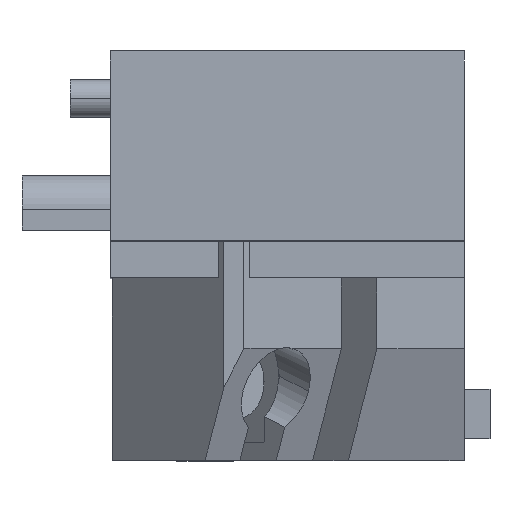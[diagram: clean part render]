
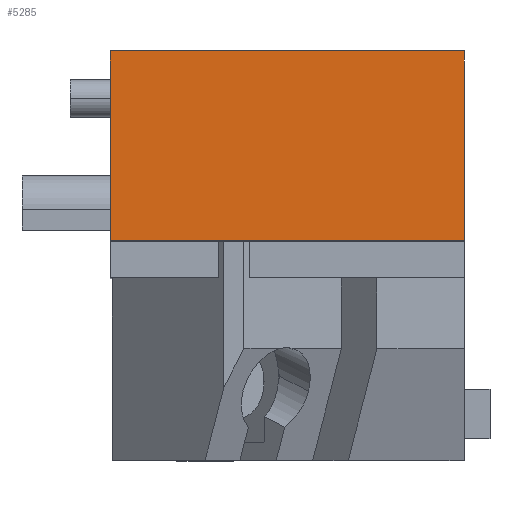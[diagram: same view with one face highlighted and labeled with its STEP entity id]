
A CAD part, top view. The second image highlights one B-rep face of the part: STEP entity #5285.
In plain terms, the highlighted planar face has unit normal (0, 0, 1).
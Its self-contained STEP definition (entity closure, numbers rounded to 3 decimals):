
#4802=CARTESIAN_POINT('POINT7205',(24.638,-9.931,20.193)
   );
#4803=VERTEX_POINT('VERTEX7205',#4802);
#4810=CARTESIAN_POINT('POINT7206',(0.,-9.931,20.193));
#4811=VERTEX_POINT('VERTEX7206',#4810);
#4812=CARTESIAN_POINT('POS12682',(12.319,-9.931,20.193))
   ;
#4813=DIRECTION('DIR17534',(1.,0.,0.));
#4814=VECTOR('VEC7830',#4813,25.4);
#4815=LINE('STRAIGHT7830',#4812,#4814);
#4816=EDGE_CURVE('EDGE11017',#4811,#4803,#4815,.T.);
#5233=CARTESIAN_POINT('POINT7228',(24.638,3.302,20.193));
#5234=VERTEX_POINT('VERTEX7228',#5233);
#5241=CARTESIAN_POINT('POS12728',(24.638,-4.966,20.193))
   ;
#5242=DIRECTION('DIR17600',(0.,1.,0.));
#5243=VECTOR('VEC7856',#5242,25.4);
#5244=LINE('STRAIGHT7856',#5241,#5243);
#5245=EDGE_CURVE('EDGE11058',#4803,#5234,#5244,.T.);
#5262=CARTESIAN_POINT('POINT7229',(0.,3.302,
   20.193));
#5263=VERTEX_POINT('VERTEX7229',#5262);
#5264=CARTESIAN_POINT('POS12730',(0.,-4.966,20.193));
#5265=DIRECTION('DIR17603',(0.,-1.,0.));
#5266=VECTOR('VEC7857',#5265,25.4);
#5267=LINE('STRAIGHT7857',#5264,#5266);
#5268=EDGE_CURVE('EDGE11059',#5263,#4811,#5267,.T.);
#5269=ORIENTED_EDGE('COEDGE22112',*,*,#5268,.T.);
#5270=ORIENTED_EDGE('COEDGE22113',*,*,#4816,.T.);
#5271=ORIENTED_EDGE('COEDGE22114',*,*,#5245,.T.);
#5272=CARTESIAN_POINT('POS12731',(0.,3.302,
   20.193));
#5273=DIRECTION('DIR17604',(1.,0.,
   0.));
#5274=VECTOR('VEC7858',#5273,25.4);
#5275=LINE('STRAIGHT7858',#5272,#5274);
#5276=EDGE_CURVE('EDGE11060',#5263,#5234,#5275,.T.);
#5277=ORIENTED_EDGE('COEDGE22115',*,*,#5276,.F.);
#5278=EDGE_LOOP('NONE',(#5269,#5270,#5271,#5277));
#5279=FACE_BOUND('LOOP1',#5278,.T.);
#5280=CARTESIAN_POINT('POS12732',(12.319,-4.966,20.193))
   ;
#5281=DIRECTION('DIR17605',(0.,0.,-1.));
#5282=DIRECTION('DIR17606',(1.,0.,0.));
#5283=AXIS2_PLACEMENT_3D('AXIS4874',#5280,#5281,#5282);
#5284=PLANE('PLANE2620',#5283);
#5285=ADVANCED_FACE('FACE4050',(#5279),#5284,.F.);
